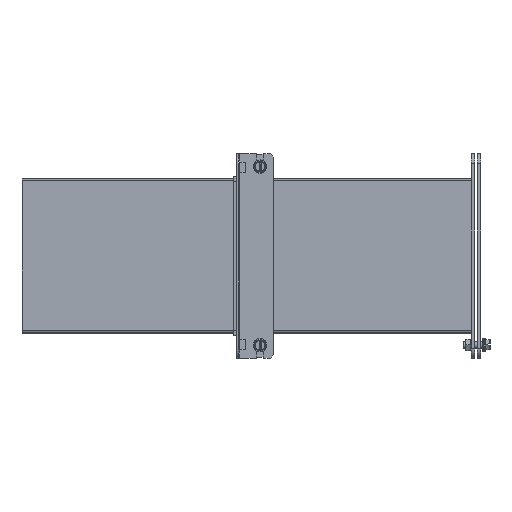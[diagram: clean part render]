
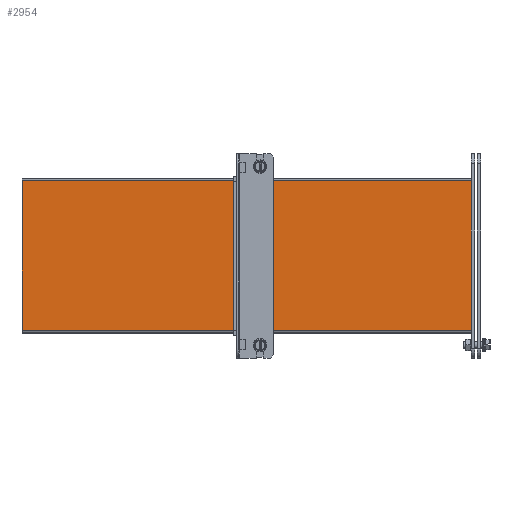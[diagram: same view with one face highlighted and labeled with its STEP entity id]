
A CAD part, left-side view. The second image highlights one B-rep face of the part: STEP entity #2954.
In plain terms, the highlighted planar face has unit normal (-1, 0, 0).
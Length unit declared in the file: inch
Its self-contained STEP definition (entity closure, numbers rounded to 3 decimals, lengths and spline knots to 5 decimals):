
#526 = VERTEX_POINT ( 'NONE', #13417 ) ;
#950 = FACE_OUTER_BOUND ( 'NONE', #12928, .T. ) ;
#983 = VECTOR ( 'NONE', #12586, 39.37008 ) ;
#1912 = VECTOR ( 'NONE', #6694, 39.37008 ) ;
#2051 = CARTESIAN_POINT ( 'NONE',  ( 0., 8.375, 5.688 ) ) ;
#2787 = ORIENTED_EDGE ( 'NONE', *, *, #10041, .T. ) ;
#2954 = ADVANCED_FACE ( 'NONE', ( #950 ), #8463, .T. ) ;
#3010 = CARTESIAN_POINT ( 'NONE',  ( 0., 8.375, 5.688 ) ) ;
#3094 = LINE ( 'NONE', #3010, #983 ) ;
#3366 = CARTESIAN_POINT ( 'NONE',  ( 0., -8.375, 0.108 ) ) ;
#3573 = LINE ( 'NONE', #6070, #7238 ) ;
#4001 = EDGE_CURVE ( 'NONE', #15513, #11793, #3573, .T. ) ;
#4407 = DIRECTION ( 'NONE',  ( -1., 0., 0. ) ) ;
#4758 = AXIS2_PLACEMENT_3D ( 'NONE', #2051, #4407, #9193 ) ;
#5590 = LINE ( 'NONE', #12895, #1912 ) ;
#5631 = DIRECTION ( 'NONE',  ( 0., 0., 1. ) ) ;
#5987 = DIRECTION ( 'NONE',  ( 0., -1., 0. ) ) ;
#6070 = CARTESIAN_POINT ( 'NONE',  ( 0., 8.375, 0.108 ) ) ;
#6694 = DIRECTION ( 'NONE',  ( 0., 0., -1. ) ) ;
#7238 = VECTOR ( 'NONE', #5987, 39.37008 ) ;
#8463 = PLANE ( 'NONE',  #4758 ) ;
#9193 = DIRECTION ( 'NONE',  ( 0., 0., 1. ) ) ;
#9375 = VERTEX_POINT ( 'NONE', #10496 ) ;
#9490 = ORIENTED_EDGE ( 'NONE', *, *, #15054, .T. ) ;
#10041 = EDGE_CURVE ( 'NONE', #9375, #15513, #5590, .T. ) ;
#10320 = CARTESIAN_POINT ( 'NONE',  ( 0., 8.375, 0.108 ) ) ;
#10496 = CARTESIAN_POINT ( 'NONE',  ( 0., 8.375, 5.688 ) ) ;
#11669 = LINE ( 'NONE', #14026, #15373 ) ;
#11793 = VERTEX_POINT ( 'NONE', #3366 ) ;
#12425 = EDGE_CURVE ( 'NONE', #526, #9375, #3094, .T. ) ;
#12586 = DIRECTION ( 'NONE',  ( 0., 1., 0. ) ) ;
#12895 = CARTESIAN_POINT ( 'NONE',  ( 0., 8.375, 5.688 ) ) ;
#12928 = EDGE_LOOP ( 'NONE', ( #2787, #13257, #9490, #14196 ) ) ;
#13257 = ORIENTED_EDGE ( 'NONE', *, *, #4001, .T. ) ;
#13417 = CARTESIAN_POINT ( 'NONE',  ( 0., -8.375, 5.688 ) ) ;
#14026 = CARTESIAN_POINT ( 'NONE',  ( 0., -8.375, 5.688 ) ) ;
#14196 = ORIENTED_EDGE ( 'NONE', *, *, #12425, .T. ) ;
#15054 = EDGE_CURVE ( 'NONE', #11793, #526, #11669, .T. ) ;
#15373 = VECTOR ( 'NONE', #5631, 39.37008 ) ;
#15513 = VERTEX_POINT ( 'NONE', #10320 ) ;
